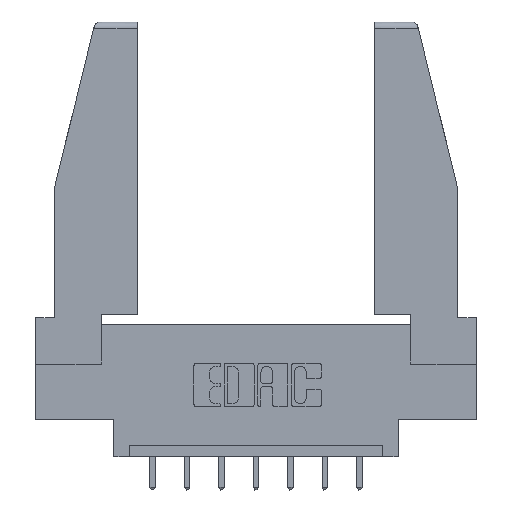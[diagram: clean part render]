
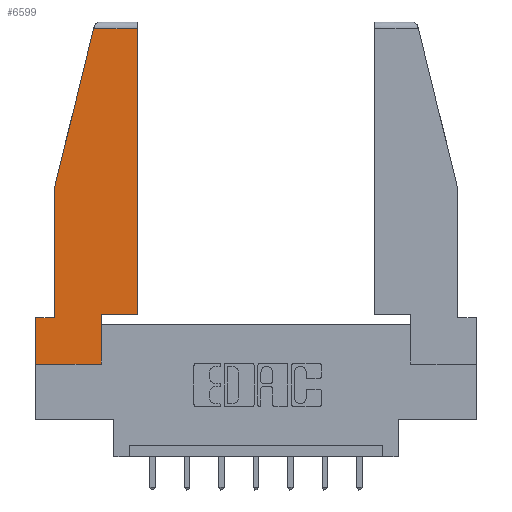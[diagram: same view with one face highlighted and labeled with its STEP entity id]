
A CAD part, top view. The second image highlights one B-rep face of the part: STEP entity #6599.
In plain terms, the highlighted planar face has unit normal (0, 0, 1).
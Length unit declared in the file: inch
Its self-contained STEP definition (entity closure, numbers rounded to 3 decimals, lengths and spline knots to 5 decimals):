
#1 = VERTEX_POINT ( 'NONE', #9970 ) ;
#56 = CARTESIAN_POINT ( 'NONE',  ( 0., 0., 0. ) ) ;
#271 = EDGE_CURVE ( 'NONE', #7628, #10744, #8802, .T. ) ;
#366 = ORIENTED_EDGE ( 'NONE', *, *, #8653, .T. ) ;
#585 = AXIS2_PLACEMENT_3D ( 'NONE', #56, #2931, #3736 ) ;
#1232 = CARTESIAN_POINT ( 'NONE',  ( 0., 0.21, 0. ) ) ;
#1410 = EDGE_CURVE ( 'NONE', #8430, #5220, #2818, .T. ) ;
#1413 = LINE ( 'NONE', #8269, #6779 ) ;
#1422 = CARTESIAN_POINT ( 'NONE',  ( 0.086, 0.21, 0. ) ) ;
#1536 = LINE ( 'NONE', #11120, #10659 ) ;
#1699 = LINE ( 'NONE', #10081, #4831 ) ;
#1705 = CARTESIAN_POINT ( 'NONE',  ( 0.461, 1.52, 0. ) ) ;
#2412 = EDGE_CURVE ( 'NONE', #9996, #8430, #6806, .T. ) ;
#2818 = LINE ( 'NONE', #6240, #9849 ) ;
#2931 = DIRECTION ( 'NONE',  ( 0., 0., 1. ) ) ;
#3130 = CARTESIAN_POINT ( 'NONE',  ( 0.297, 0., 0. ) ) ;
#3175 = EDGE_CURVE ( 'NONE', #4536, #9996, #1413, .T. ) ;
#3263 = CARTESIAN_POINT ( 'NONE',  ( 0.086, 0.8, 0. ) ) ;
#3383 = DIRECTION ( 'NONE',  ( 0., -1., 0. ) ) ;
#3401 = CARTESIAN_POINT ( 'NONE',  ( 0.461, 0.223, 0. ) ) ;
#3508 = EDGE_CURVE ( 'NONE', #10744, #4536, #1699, .T. ) ;
#3736 = DIRECTION ( 'NONE',  ( 1., 0., 0. ) ) ;
#3816 = DIRECTION ( 'NONE',  ( 0., -1., 0. ) ) ;
#3928 = VECTOR ( 'NONE', #9771, 39.37008 ) ;
#4157 = VECTOR ( 'NONE', #10618, 39.37008 ) ;
#4386 = ORIENTED_EDGE ( 'NONE', *, *, #1410, .T. ) ;
#4536 = VERTEX_POINT ( 'NONE', #1705 ) ;
#4748 = PLANE ( 'NONE',  #585 ) ;
#4831 = VECTOR ( 'NONE', #10010, 39.37008 ) ;
#5220 = VERTEX_POINT ( 'NONE', #1422 ) ;
#5690 = CARTESIAN_POINT ( 'NONE',  ( 0.297, 0.223, 0. ) ) ;
#5800 = DIRECTION ( 'NONE',  ( -0.239, -0.971, 0. ) ) ;
#5981 = CARTESIAN_POINT ( 'NONE',  ( 0.2636, 1.52, 0. ) ) ;
#6089 = FACE_OUTER_BOUND ( 'NONE', #9437, .T. ) ;
#6240 = CARTESIAN_POINT ( 'NONE',  ( 0.086, 0.8, 0. ) ) ;
#6395 = DIRECTION ( 'NONE',  ( 1., 0., 0. ) ) ;
#6556 = EDGE_CURVE ( 'NONE', #5220, #6910, #8648, .T. ) ;
#6567 = ORIENTED_EDGE ( 'NONE', *, *, #9014, .T. ) ;
#6599 = ADVANCED_FACE ( 'NONE', ( #6089 ), #4748, .T. ) ;
#6621 = LINE ( 'NONE', #9393, #8276 ) ;
#6779 = VECTOR ( 'NONE', #11108, 39.37008 ) ;
#6806 = LINE ( 'NONE', #12342, #8315 ) ;
#6910 = VERTEX_POINT ( 'NONE', #1232 ) ;
#7130 = VECTOR ( 'NONE', #7564, 39.37008 ) ;
#7371 = ORIENTED_EDGE ( 'NONE', *, *, #6556, .T. ) ;
#7564 = DIRECTION ( 'NONE',  ( -1., 0., 0. ) ) ;
#7628 = VERTEX_POINT ( 'NONE', #10310 ) ;
#7905 = ORIENTED_EDGE ( 'NONE', *, *, #3175, .T. ) ;
#7972 = LINE ( 'NONE', #8344, #3928 ) ;
#8269 = CARTESIAN_POINT ( 'NONE',  ( 0., 1.52, 0. ) ) ;
#8276 = VECTOR ( 'NONE', #3816, 39.37008 ) ;
#8315 = VECTOR ( 'NONE', #5800, 39.37008 ) ;
#8344 = CARTESIAN_POINT ( 'NONE',  ( 0.297, 0., 0. ) ) ;
#8430 = VERTEX_POINT ( 'NONE', #3263 ) ;
#8533 = ORIENTED_EDGE ( 'NONE', *, *, #3508, .T. ) ;
#8648 = LINE ( 'NONE', #9576, #7130 ) ;
#8653 = EDGE_CURVE ( 'NONE', #10646, #7628, #7972, .T. ) ;
#8754 = EDGE_CURVE ( 'NONE', #6910, #1, #6621, .T. ) ;
#8802 = LINE ( 'NONE', #5690, #4157 ) ;
#9014 = EDGE_CURVE ( 'NONE', #1, #10646, #1536, .T. ) ;
#9393 = CARTESIAN_POINT ( 'NONE',  ( 0., 0.21, 0. ) ) ;
#9401 = ORIENTED_EDGE ( 'NONE', *, *, #271, .T. ) ;
#9437 = EDGE_LOOP ( 'NONE', ( #8533, #7905, #11736, #4386, #7371, #10112, #6567, #366, #9401 ) ) ;
#9576 = CARTESIAN_POINT ( 'NONE',  ( 0., 0.21, 0. ) ) ;
#9771 = DIRECTION ( 'NONE',  ( 0., 1., 0. ) ) ;
#9849 = VECTOR ( 'NONE', #3383, 39.37008 ) ;
#9970 = CARTESIAN_POINT ( 'NONE',  ( 0., 0., 0. ) ) ;
#9996 = VERTEX_POINT ( 'NONE', #5981 ) ;
#10010 = DIRECTION ( 'NONE',  ( 0., 1., 0. ) ) ;
#10081 = CARTESIAN_POINT ( 'NONE',  ( 0.461, 0.223, 0. ) ) ;
#10112 = ORIENTED_EDGE ( 'NONE', *, *, #8754, .T. ) ;
#10310 = CARTESIAN_POINT ( 'NONE',  ( 0.297, 0.223, 0. ) ) ;
#10618 = DIRECTION ( 'NONE',  ( 1., 0., 0. ) ) ;
#10646 = VERTEX_POINT ( 'NONE', #3130 ) ;
#10659 = VECTOR ( 'NONE', #6395, 39.37008 ) ;
#10744 = VERTEX_POINT ( 'NONE', #3401 ) ;
#11108 = DIRECTION ( 'NONE',  ( -1., 0., 0. ) ) ;
#11120 = CARTESIAN_POINT ( 'NONE',  ( 0., 0., 0. ) ) ;
#11736 = ORIENTED_EDGE ( 'NONE', *, *, #2412, .T. ) ;
#12342 = CARTESIAN_POINT ( 'NONE',  ( 0.271, 1.55, 0. ) ) ;
